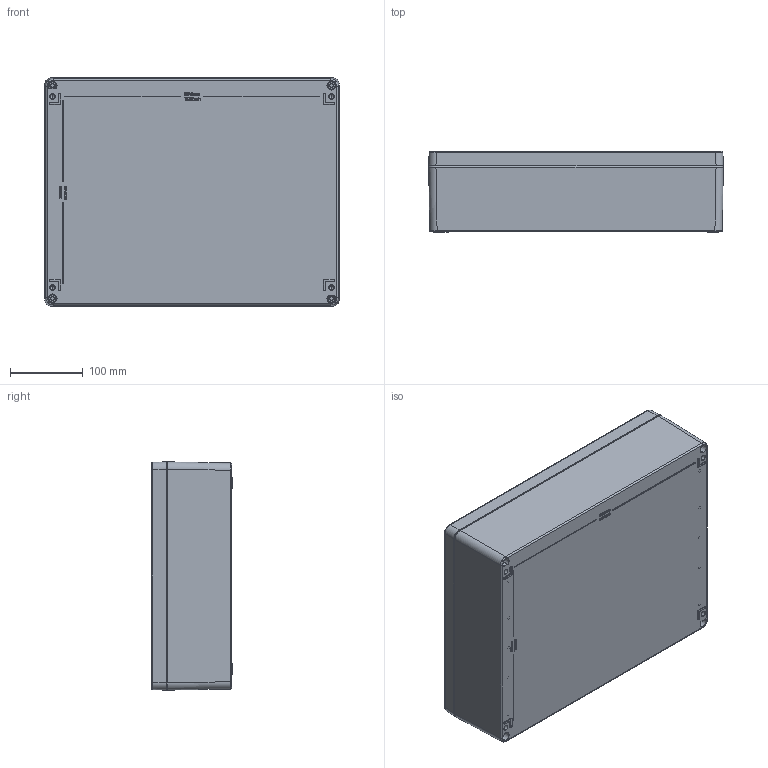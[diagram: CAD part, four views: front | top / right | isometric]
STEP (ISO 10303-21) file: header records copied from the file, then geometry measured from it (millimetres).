
FILE_DESCRIPTION (( 'STEP AP214' ), '1' );
FILE_NAME ('01314011.STEP', '2009-03-10T13:08:53', ( ' ' ), ( '' ), 'SwSTEP 2.0', 'SolidWorks 2008', '' );
FILE_SCHEMA (( 'AUTOMOTIVE_DESIGN' ));
Length unit declared in the file: millimetre
Products named in the file (5): 02071_Standard; 01071_Standard; 93134_Standard; 82009_Standard; 01314011
Assembly tree (7 placements, depth 2):
  01314011
    93134_Standard  x4
    82009_Standard
    01071_Standard
    02071_Standard
Bounding box: 404 x 111 x 313 mm (x, y, z)
Volume: 2040598 mm3; surface area: 830408.5 mm2
Topology: 7 solids, 7 shells, 1522 faces, 3691 edges, 2239 vertices
Faces by surface type: plane 430, bspline 426, cylinder 259, cone 205, torus 190, sphere 12
Entity records: 65193 total; most frequent: CARTESIAN_POINT 34918, ORIENTED_EDGE 6840, DIRECTION 5390, EDGE_CURVE 3420, VERTEX_POINT 2089, AXIS2_PLACEMENT_3D 2054, EDGE_LOOP 1543, ADVANCED_FACE 1429
